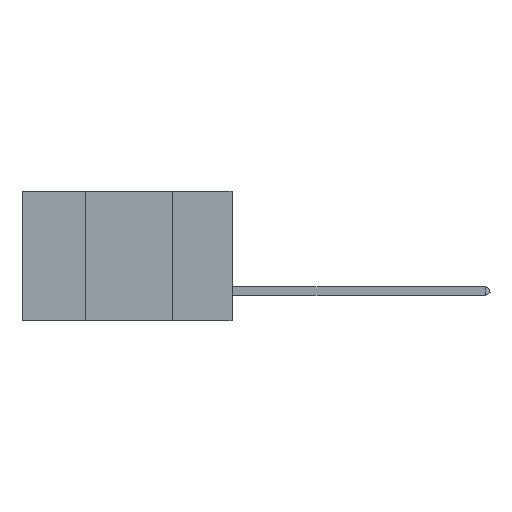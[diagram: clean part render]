
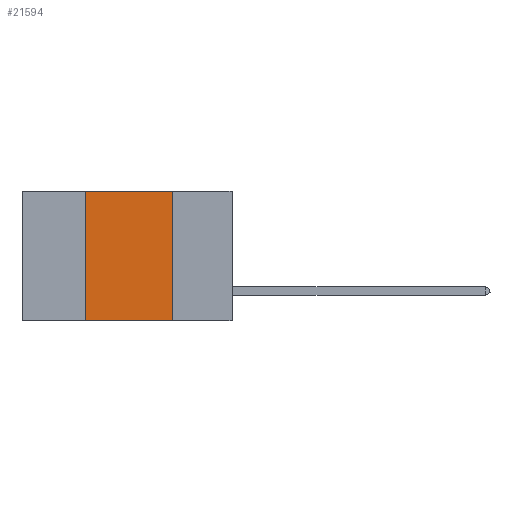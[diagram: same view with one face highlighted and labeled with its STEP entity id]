
A CAD part, left-side view. The second image highlights one B-rep face of the part: STEP entity #21594.
In plain terms, the highlighted planar face has unit normal (-1, 0, 0).
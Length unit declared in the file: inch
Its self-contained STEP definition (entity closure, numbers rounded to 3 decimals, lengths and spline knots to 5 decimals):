
#189 = AXIS2_PLACEMENT_3D ( 'NONE', #3199, #665, #25734 ) ;
#650 = LINE ( 'NONE', #17618, #10263 ) ;
#665 = DIRECTION ( 'NONE',  ( 1., 0., 0. ) ) ;
#1819 = CARTESIAN_POINT ( 'NONE',  ( 0., 0.42, 0. ) ) ;
#3199 = CARTESIAN_POINT ( 'NONE',  ( 0., 0.6, 0. ) ) ;
#3523 = LINE ( 'NONE', #29452, #19629 ) ;
#6608 = EDGE_CURVE ( 'NONE', #23006, #6625, #32677, .T. ) ;
#6625 = VERTEX_POINT ( 'NONE', #29525 ) ;
#6817 = VERTEX_POINT ( 'NONE', #30592 ) ;
#7736 = CARTESIAN_POINT ( 'NONE',  ( 0., 0.17, 0. ) ) ;
#10263 = VECTOR ( 'NONE', #23589, 39.37008 ) ;
#11002 = CARTESIAN_POINT ( 'NONE',  ( 0., 0.6, 0. ) ) ;
#15715 = DIRECTION ( 'NONE',  ( 0., 0., 1. ) ) ;
#16223 = EDGE_CURVE ( 'NONE', #6817, #6625, #650, .T. ) ;
#17618 = CARTESIAN_POINT ( 'NONE',  ( 0., 0.6, -0.37 ) ) ;
#18278 = ORIENTED_EDGE ( 'NONE', *, *, #20128, .F. ) ;
#19231 = VECTOR ( 'NONE', #24648, 39.37008 ) ;
#19629 = VECTOR ( 'NONE', #15715, 39.37008 ) ;
#20128 = EDGE_CURVE ( 'NONE', #6817, #20145, #3523, .T. ) ;
#20145 = VERTEX_POINT ( 'NONE', #1819 ) ;
#20240 = PLANE ( 'NONE',  #189 ) ;
#20894 = CARTESIAN_POINT ( 'NONE',  ( 0., 0.17, 0. ) ) ;
#21594 = ADVANCED_FACE ( 'NONE', ( #35181 ), #20240, .F. ) ;
#21781 = ORIENTED_EDGE ( 'NONE', *, *, #16223, .T. ) ;
#22267 = LINE ( 'NONE', #11002, #19231 ) ;
#22315 = ORIENTED_EDGE ( 'NONE', *, *, #29902, .F. ) ;
#23006 = VERTEX_POINT ( 'NONE', #7736 ) ;
#23589 = DIRECTION ( 'NONE',  ( 0., -1., 0. ) ) ;
#23938 = DIRECTION ( 'NONE',  ( 0., 0., -1. ) ) ;
#24648 = DIRECTION ( 'NONE',  ( 0., -1., 0. ) ) ;
#25734 = DIRECTION ( 'NONE',  ( 0., 0., -1. ) ) ;
#27901 = EDGE_LOOP ( 'NONE', ( #30820, #22315, #18278, #21781 ) ) ;
#29452 = CARTESIAN_POINT ( 'NONE',  ( 0., 0.42, 0. ) ) ;
#29525 = CARTESIAN_POINT ( 'NONE',  ( 0., 0.17, -0.37 ) ) ;
#29902 = EDGE_CURVE ( 'NONE', #20145, #23006, #22267, .T. ) ;
#30592 = CARTESIAN_POINT ( 'NONE',  ( 0., 0.42, -0.37 ) ) ;
#30820 = ORIENTED_EDGE ( 'NONE', *, *, #6608, .F. ) ;
#32677 = LINE ( 'NONE', #20894, #34829 ) ;
#34829 = VECTOR ( 'NONE', #23938, 39.37008 ) ;
#35181 = FACE_OUTER_BOUND ( 'NONE', #27901, .T. ) ;
